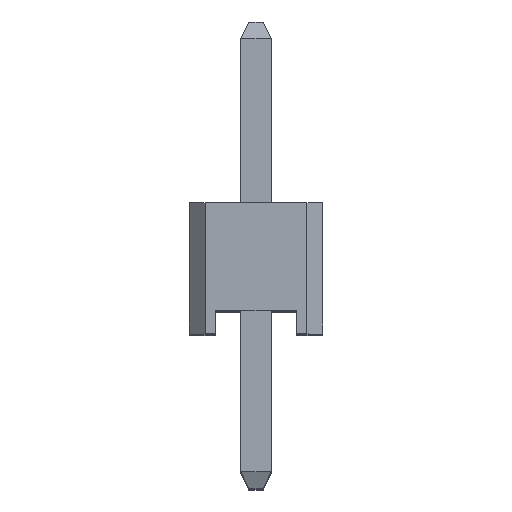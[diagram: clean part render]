
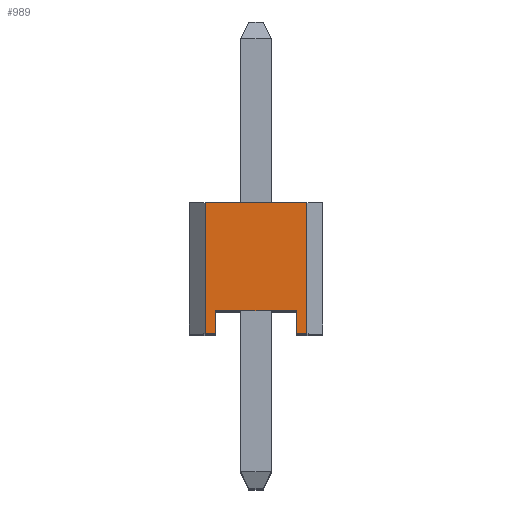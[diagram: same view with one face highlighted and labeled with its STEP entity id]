
A CAD part, top view. The second image highlights one B-rep face of the part: STEP entity #989.
In plain terms, the highlighted planar face has unit normal (0, 0, 1).
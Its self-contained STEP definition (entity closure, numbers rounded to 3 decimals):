
#281 = LINE ( 'NONE', #8494, #6623 ) ;
#763 = DIRECTION ( 'NONE',  ( 1., 0., 0. ) ) ;
#989 = ADVANCED_FACE ( 'NONE', ( #5916 ), #1476, .F. ) ;
#1027 = VECTOR ( 'NONE', #7333, 1000. ) ;
#1127 = VERTEX_POINT ( 'NONE', #1274 ) ;
#1274 = CARTESIAN_POINT ( 'NONE',  ( 2.04, 0.44, 15.24 ) ) ;
#1315 = VECTOR ( 'NONE', #2165, 1000. ) ;
#1326 = DIRECTION ( 'NONE',  ( 0., -1., 0. ) ) ;
#1375 = CARTESIAN_POINT ( 'NONE',  ( 0.3, 2.5, 15.24 ) ) ;
#1394 = CARTESIAN_POINT ( 'NONE',  ( 2.04, 0.44, 15.24 ) ) ;
#1419 = EDGE_CURVE ( 'NONE', #7236, #2609, #8030, .T. ) ;
#1476 = PLANE ( 'NONE',  #9164 ) ;
#1897 = CARTESIAN_POINT ( 'NONE',  ( 0.5, 0.44, 15.24 ) ) ;
#2165 = DIRECTION ( 'NONE',  ( 0., -1., 0. ) ) ;
#2334 = EDGE_CURVE ( 'NONE', #1127, #4837, #7123, .T. ) ;
#2341 = DIRECTION ( 'NONE',  ( -1., 0., 0. ) ) ;
#2542 = LINE ( 'NONE', #4103, #8147 ) ;
#2550 = LINE ( 'NONE', #8651, #7086 ) ;
#2609 = VERTEX_POINT ( 'NONE', #4286 ) ;
#2704 = VERTEX_POINT ( 'NONE', #4861 ) ;
#2851 = VERTEX_POINT ( 'NONE', #9667 ) ;
#2895 = LINE ( 'NONE', #1394, #1315 ) ;
#3357 = ORIENTED_EDGE ( 'NONE', *, *, #7451, .F. ) ;
#3511 = CARTESIAN_POINT ( 'NONE',  ( 0.3, 0., 15.24 ) ) ;
#4103 = CARTESIAN_POINT ( 'NONE',  ( 0.5, 0.44, 15.24 ) ) ;
#4197 = LINE ( 'NONE', #8688, #8747 ) ;
#4279 = ORIENTED_EDGE ( 'NONE', *, *, #7204, .F. ) ;
#4286 = CARTESIAN_POINT ( 'NONE',  ( 2.24, 0., 15.24 ) ) ;
#4417 = EDGE_CURVE ( 'NONE', #2704, #5267, #2550, .T. ) ;
#4559 = CARTESIAN_POINT ( 'NONE',  ( 2.24, 2.5, 15.24 ) ) ;
#4762 = ORIENTED_EDGE ( 'NONE', *, *, #4768, .T. ) ;
#4768 = EDGE_CURVE ( 'NONE', #1127, #7236, #2895, .T. ) ;
#4837 = VERTEX_POINT ( 'NONE', #8861 ) ;
#4861 = CARTESIAN_POINT ( 'NONE',  ( 0.3, 2.5, 15.24 ) ) ;
#5267 = VERTEX_POINT ( 'NONE', #3511 ) ;
#5311 = VECTOR ( 'NONE', #8648, 1000. ) ;
#5884 = ORIENTED_EDGE ( 'NONE', *, *, #9368, .F. ) ;
#5916 = FACE_OUTER_BOUND ( 'NONE', #7063, .T. ) ;
#6026 = ORIENTED_EDGE ( 'NONE', *, *, #2334, .F. ) ;
#6320 = ORIENTED_EDGE ( 'NONE', *, *, #1419, .T. ) ;
#6623 = VECTOR ( 'NONE', #7741, 1000. ) ;
#6826 = LINE ( 'NONE', #6868, #8465 ) ;
#6868 = CARTESIAN_POINT ( 'NONE',  ( 0.3, 2.5, 15.24 ) ) ;
#7063 = EDGE_LOOP ( 'NONE', ( #6026, #4762, #6320, #4279, #5884, #9253, #9264, #3357 ) ) ;
#7086 = VECTOR ( 'NONE', #9558, 1000. ) ;
#7123 = LINE ( 'NONE', #1897, #5311 ) ;
#7204 = EDGE_CURVE ( 'NONE', #9104, #2609, #4197, .T. ) ;
#7236 = VERTEX_POINT ( 'NONE', #7553 ) ;
#7333 = DIRECTION ( 'NONE',  ( 1., 0., 0. ) ) ;
#7365 = DIRECTION ( 'NONE',  ( 0., 0., -1. ) ) ;
#7451 = EDGE_CURVE ( 'NONE', #4837, #2851, #2542, .T. ) ;
#7553 = CARTESIAN_POINT ( 'NONE',  ( 2.04, 0., 15.24 ) ) ;
#7705 = DIRECTION ( 'NONE',  ( 0., -1., 0. ) ) ;
#7741 = DIRECTION ( 'NONE',  ( 1., 0., 0. ) ) ;
#8030 = LINE ( 'NONE', #8077, #1027 ) ;
#8077 = CARTESIAN_POINT ( 'NONE',  ( 0.3, 0., 15.24 ) ) ;
#8147 = VECTOR ( 'NONE', #7705, 1000. ) ;
#8465 = VECTOR ( 'NONE', #763, 1000. ) ;
#8472 = EDGE_CURVE ( 'NONE', #5267, #2851, #281, .T. ) ;
#8494 = CARTESIAN_POINT ( 'NONE',  ( 0.3, 0., 15.24 ) ) ;
#8648 = DIRECTION ( 'NONE',  ( -1., 0., 0. ) ) ;
#8651 = CARTESIAN_POINT ( 'NONE',  ( 0.3, 2.5, 15.24 ) ) ;
#8688 = CARTESIAN_POINT ( 'NONE',  ( 2.24, 2.5, 15.24 ) ) ;
#8747 = VECTOR ( 'NONE', #1326, 1000. ) ;
#8861 = CARTESIAN_POINT ( 'NONE',  ( 0.5, 0.44, 15.24 ) ) ;
#9104 = VERTEX_POINT ( 'NONE', #4559 ) ;
#9164 = AXIS2_PLACEMENT_3D ( 'NONE', #1375, #7365, #2341 ) ;
#9253 = ORIENTED_EDGE ( 'NONE', *, *, #4417, .T. ) ;
#9264 = ORIENTED_EDGE ( 'NONE', *, *, #8472, .T. ) ;
#9368 = EDGE_CURVE ( 'NONE', #2704, #9104, #6826, .T. ) ;
#9558 = DIRECTION ( 'NONE',  ( 0., -1., 0. ) ) ;
#9667 = CARTESIAN_POINT ( 'NONE',  ( 0.5, 0., 15.24 ) ) ;
